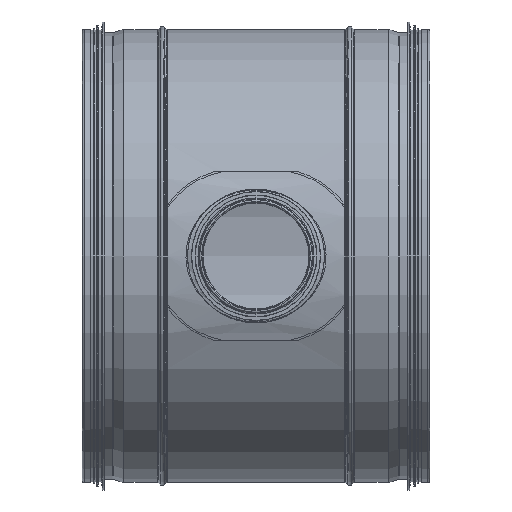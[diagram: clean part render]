
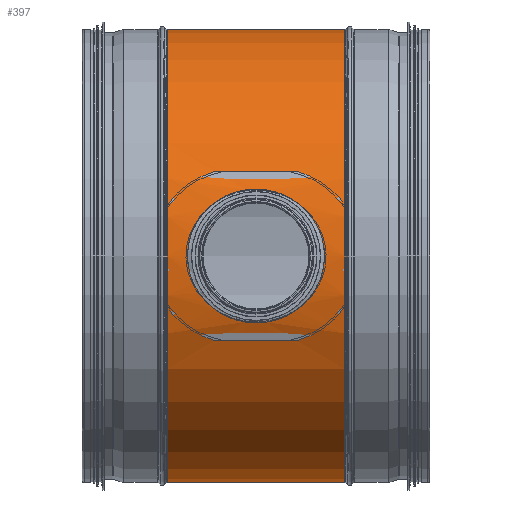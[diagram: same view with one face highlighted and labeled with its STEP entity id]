
A CAD part, left-side view. The second image highlights one B-rep face of the part: STEP entity #397.
In plain terms, the highlighted cylindrical face has radius 156.925 mm (diameter 313.85 mm), a full revolution.
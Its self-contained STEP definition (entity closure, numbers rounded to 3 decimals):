
#129=CARTESIAN_POINT('',(-149.925,120.0,-46.346));
#130=VERTEX_POINT('',#129);
#171=CARTESIAN_POINT('',(-149.925,120.0,46.346));
#172=VERTEX_POINT('',#171);
#195=CARTESIAN_POINT('',(-156.925,72.5,0.));
#196=VERTEX_POINT('',#195);
#197=CARTESIAN_POINT('',(-149.925,120.,46.346));
#198=CARTESIAN_POINT('',(-149.925,117.044,46.346));
#199=CARTESIAN_POINT('',(-150.01,113.988,46.073));
#200=CARTESIAN_POINT('',(-150.359,107.91,44.922));
#201=CARTESIAN_POINT('',(-150.622,104.887,44.045));
#202=CARTESIAN_POINT('',(-151.281,99.086,41.726));
#203=CARTESIAN_POINT('',(-151.677,96.302,40.282));
#204=CARTESIAN_POINT('',(-152.525,91.145,36.942));
#205=CARTESIAN_POINT('',(-152.976,88.771,35.045));
#206=CARTESIAN_POINT('',(-153.851,84.543,30.98));
#207=CARTESIAN_POINT('',(-154.305,82.543,28.669));
#208=CARTESIAN_POINT('',(-155.159,79.005,23.614));
#209=CARTESIAN_POINT('',(-155.558,77.466,20.87));
#210=CARTESIAN_POINT('',(-156.222,74.985,15.121));
#211=CARTESIAN_POINT('',(-156.486,74.04,12.112));
#212=CARTESIAN_POINT('',(-156.838,72.798,6.038));
#213=CARTESIAN_POINT('',(-156.925,72.5,2.973));
#214=CARTESIAN_POINT('',(-156.925,72.5,0.));
#215=B_SPLINE_CURVE_WITH_KNOTS('',3,(#197,#198,#199,#200,#201,#202,#203,#204,#205,#206,#207,#208,#209,#210,#211,#212,#213,#214),.UNSPECIFIED.,.F.,.U.,(4,2,2,2,2,2,2,2,4),(14.231,15.118,16.005,16.892,17.779,18.671,19.563,20.455,21.347),.UNSPECIFIED.);
#216=EDGE_CURVE('',#172,#196,#215,.T.);
#253=CARTESIAN_POINT('',(-156.925,72.5,0.));
#254=CARTESIAN_POINT('',(-156.925,72.5,-2.973));
#255=CARTESIAN_POINT('',(-156.838,72.798,-6.038));
#256=CARTESIAN_POINT('',(-156.486,74.04,-12.112));
#257=CARTESIAN_POINT('',(-156.222,74.985,-15.121));
#258=CARTESIAN_POINT('',(-155.558,77.466,-20.87));
#259=CARTESIAN_POINT('',(-155.159,79.005,-23.614));
#260=CARTESIAN_POINT('',(-154.305,82.543,-28.669));
#261=CARTESIAN_POINT('',(-153.851,84.543,-30.98));
#262=CARTESIAN_POINT('',(-152.976,88.771,-35.045));
#263=CARTESIAN_POINT('',(-152.525,91.145,-36.942));
#264=CARTESIAN_POINT('',(-151.677,96.302,-40.282));
#265=CARTESIAN_POINT('',(-151.281,99.086,-41.726));
#266=CARTESIAN_POINT('',(-150.622,104.887,-44.045));
#267=CARTESIAN_POINT('',(-150.359,107.91,-44.922));
#268=CARTESIAN_POINT('',(-150.01,113.988,-46.073));
#269=CARTESIAN_POINT('',(-149.925,117.044,-46.346));
#270=CARTESIAN_POINT('',(-149.925,120.,-46.346));
#271=B_SPLINE_CURVE_WITH_KNOTS('',3,(#253,#254,#255,#256,#257,#258,#259,#260,#261,#262,#263,#264,#265,#266,#267,#268,#269,#270),.UNSPECIFIED.,.F.,.U.,(4,2,2,2,2,2,2,2,4),(21.347,22.239,23.131,24.023,24.915,25.802,26.689,27.576,28.463),.UNSPECIFIED.);
#272=EDGE_CURVE('',#196,#130,#271,.T.);
#282=CARTESIAN_POINT('',(-156.925,167.5,0.));
#283=VERTEX_POINT('',#282);
#284=CARTESIAN_POINT('',(-156.925,167.5,0.));
#285=CARTESIAN_POINT('',(-156.925,167.5,2.973));
#286=CARTESIAN_POINT('',(-156.838,167.202,6.038));
#287=CARTESIAN_POINT('',(-156.486,165.96,12.112));
#288=CARTESIAN_POINT('',(-156.222,165.015,15.121));
#289=CARTESIAN_POINT('',(-155.558,162.534,20.87));
#290=CARTESIAN_POINT('',(-155.159,160.995,23.614));
#291=CARTESIAN_POINT('',(-154.305,157.457,28.669));
#292=CARTESIAN_POINT('',(-153.851,155.457,30.98));
#293=CARTESIAN_POINT('',(-152.976,151.229,35.045));
#294=CARTESIAN_POINT('',(-152.525,148.855,36.942));
#295=CARTESIAN_POINT('',(-151.677,143.698,40.282));
#296=CARTESIAN_POINT('',(-151.281,140.914,41.726));
#297=CARTESIAN_POINT('',(-150.622,135.113,44.045));
#298=CARTESIAN_POINT('',(-150.359,132.09,44.922));
#299=CARTESIAN_POINT('',(-150.01,126.012,46.073));
#300=CARTESIAN_POINT('',(-149.925,122.956,46.346));
#301=CARTESIAN_POINT('',(-149.925,120.,46.346));
#302=B_SPLINE_CURVE_WITH_KNOTS('',3,(#284,#285,#286,#287,#288,#289,#290,#291,#292,#293,#294,#295,#296,#297,#298,#299,#300,#301),.UNSPECIFIED.,.F.,.U.,(4,2,2,2,2,2,2,2,4),(7.116,8.008,8.9,9.792,10.684,11.571,12.457,13.344,14.231),.UNSPECIFIED.);
#303=EDGE_CURVE('',#283,#172,#302,.T.);
#305=CARTESIAN_POINT('',(-149.925,120.0,-46.346));
#306=CARTESIAN_POINT('',(-149.925,122.956,-46.346));
#307=CARTESIAN_POINT('',(-150.01,126.012,-46.073));
#308=CARTESIAN_POINT('',(-150.359,132.09,-44.922));
#309=CARTESIAN_POINT('',(-150.622,135.113,-44.045));
#310=CARTESIAN_POINT('',(-151.281,140.914,-41.726));
#311=CARTESIAN_POINT('',(-151.677,143.698,-40.282));
#312=CARTESIAN_POINT('',(-152.525,148.855,-36.942));
#313=CARTESIAN_POINT('',(-152.976,151.229,-35.045));
#314=CARTESIAN_POINT('',(-153.851,155.457,-30.98));
#315=CARTESIAN_POINT('',(-154.305,157.457,-28.669));
#316=CARTESIAN_POINT('',(-155.159,160.995,-23.614));
#317=CARTESIAN_POINT('',(-155.558,162.534,-20.87));
#318=CARTESIAN_POINT('',(-156.222,165.015,-15.121));
#319=CARTESIAN_POINT('',(-156.486,165.96,-12.112));
#320=CARTESIAN_POINT('',(-156.838,167.202,-6.038));
#321=CARTESIAN_POINT('',(-156.925,167.5,-2.973));
#322=CARTESIAN_POINT('',(-156.925,167.5,0.));
#323=B_SPLINE_CURVE_WITH_KNOTS('',3,(#305,#306,#307,#308,#309,#310,#311,#312,#313,#314,#315,#316,#317,#318,#319,#320,#321,#322),.UNSPECIFIED.,.F.,.U.,(4,2,2,2,2,2,2,2,4),(0.0,0.887,1.774,2.661,3.548,4.44,5.332,6.224,7.116),.UNSPECIFIED.);
#324=EDGE_CURVE('',#130,#283,#323,.T.);
#364=CARTESIAN_POINT('',(0.0,89.25,0.0));
#365=DIRECTION('',(0.0,-1.0,0.0));
#366=DIRECTION('',(1.0,0.0,0.0));
#367=AXIS2_PLACEMENT_3D('',#364,#365,#366);
#368=CYLINDRICAL_SURFACE('',#367,156.925);
#369=CARTESIAN_POINT('',(156.925,181.5,0.0));
#370=VERTEX_POINT('',#369);
#371=CARTESIAN_POINT('',(0.0,181.5,0.0));
#372=DIRECTION('',(0.0,-1.0,0.0));
#373=DIRECTION('',(1.0,0.0,0.0));
#374=AXIS2_PLACEMENT_3D('',#371,#372,#373);
#375=CIRCLE('',#374,156.925);
#376=EDGE_CURVE('',#370,#370,#375,.T.);
#377=ORIENTED_EDGE('',*,*,#376,.T.);
#378=EDGE_LOOP('',(#377));
#379=FACE_OUTER_BOUND('',#378,.T.);
#380=ORIENTED_EDGE('',*,*,#272,.T.);
#381=ORIENTED_EDGE('',*,*,#324,.T.);
#382=ORIENTED_EDGE('',*,*,#303,.T.);
#383=ORIENTED_EDGE('',*,*,#216,.T.);
#384=EDGE_LOOP('',(#380,#381,#382,#383));
#385=FACE_BOUND('',#384,.T.);
#386=CARTESIAN_POINT('',(156.925,58.5,0.0));
#387=VERTEX_POINT('',#386);
#388=CARTESIAN_POINT('',(0.0,58.5,0.0));
#389=DIRECTION('',(0.0,-1.0,0.0));
#390=DIRECTION('',(1.0,0.0,0.0));
#391=AXIS2_PLACEMENT_3D('',#388,#389,#390);
#392=CIRCLE('',#391,156.925);
#393=EDGE_CURVE('',#387,#387,#392,.T.);
#394=ORIENTED_EDGE('',*,*,#393,.F.);
#395=EDGE_LOOP('',(#394));
#396=FACE_BOUND('',#395,.T.);
#397=ADVANCED_FACE('',(#379,#385,#396),#368,.T.);
